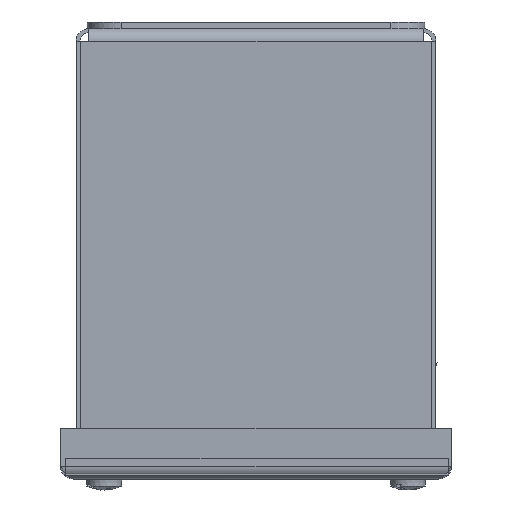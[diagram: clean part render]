
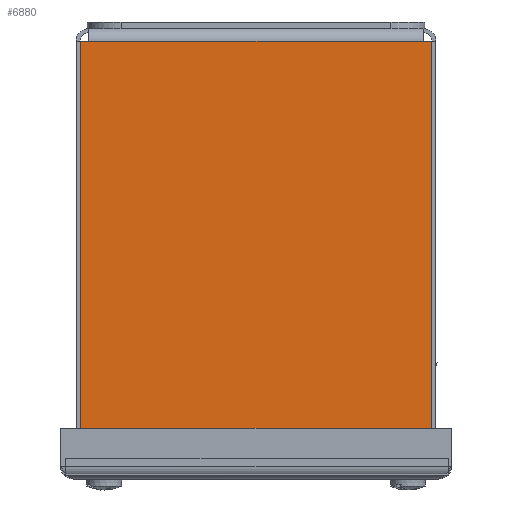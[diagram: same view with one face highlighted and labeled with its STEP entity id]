
A CAD part, front view. The second image highlights one B-rep face of the part: STEP entity #6880.
In plain terms, the highlighted planar face has unit normal (0, -1, 0).
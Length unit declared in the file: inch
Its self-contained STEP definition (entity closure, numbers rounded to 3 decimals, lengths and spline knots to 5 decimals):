
#721=PLANE('',#7378);
#1062=FACE_OUTER_BOUND('',#1492,.T.);
#1492=EDGE_LOOP('',(#5641,#5642,#5643,#5644,#5645,#5646,#5647,#5648,#5649,
#5650,#5651,#5652,#5653,#5654));
#2083=LINE('',#11313,#2726);
#2096=LINE('',#11343,#2739);
#2099=LINE('',#11350,#2742);
#2103=LINE('',#11357,#2746);
#2105=LINE('',#11361,#2748);
#2106=LINE('',#11363,#2749);
#2107=LINE('',#11365,#2750);
#2108=LINE('',#11367,#2751);
#2109=LINE('',#11369,#2752);
#2110=LINE('',#11371,#2753);
#2111=LINE('',#11373,#2754);
#2112=LINE('',#11375,#2755);
#2113=LINE('',#11377,#2756);
#2114=LINE('',#11378,#2757);
#2726=VECTOR('',#8685,1.375);
#2739=VECTOR('',#8722,0.0002);
#2742=VECTOR('',#8727,0.0627);
#2746=VECTOR('',#8733,0.0002);
#2748=VECTOR('',#8737,0.0002);
#2749=VECTOR('',#8738,0.0002);
#2750=VECTOR('',#8739,0.0627);
#2751=VECTOR('',#8740,1.26659);
#2752=VECTOR('',#8741,4.62625);
#2753=VECTOR('',#8742,0.09304);
#2754=VECTOR('',#8743,3.7225);
#2755=VECTOR('',#8744,0.09304);
#2756=VECTOR('',#8745,4.62625);
#2757=VECTOR('',#8746,1.26659);
#3387=VERTEX_POINT('',#11310);
#3388=VERTEX_POINT('',#11312);
#3393=VERTEX_POINT('',#11342);
#3395=VERTEX_POINT('',#11348);
#3396=VERTEX_POINT('',#11349);
#3399=VERTEX_POINT('',#11360);
#3400=VERTEX_POINT('',#11362);
#3401=VERTEX_POINT('',#11364);
#3402=VERTEX_POINT('',#11366);
#3403=VERTEX_POINT('',#11368);
#3404=VERTEX_POINT('',#11370);
#3405=VERTEX_POINT('',#11372);
#3406=VERTEX_POINT('',#11374);
#3407=VERTEX_POINT('',#11376);
#4167=EDGE_CURVE('',#3388,#3387,#2083,.T.);
#4183=EDGE_CURVE('',#3393,#3388,#2096,.T.);
#4186=EDGE_CURVE('',#3395,#3396,#2099,.T.);
#4190=EDGE_CURVE('',#3396,#3393,#2103,.T.);
#4192=EDGE_CURVE('',#3387,#3399,#2105,.T.);
#4193=EDGE_CURVE('',#3399,#3400,#2106,.T.);
#4194=EDGE_CURVE('',#3400,#3401,#2107,.T.);
#4195=EDGE_CURVE('',#3402,#3401,#2108,.T.);
#4196=EDGE_CURVE('',#3403,#3402,#2109,.T.);
#4197=EDGE_CURVE('',#3404,#3403,#2110,.T.);
#4198=EDGE_CURVE('',#3404,#3405,#2111,.T.);
#4199=EDGE_CURVE('',#3406,#3405,#2112,.T.);
#4200=EDGE_CURVE('',#3407,#3406,#2113,.T.);
#4201=EDGE_CURVE('',#3395,#3407,#2114,.T.);
#5641=ORIENTED_EDGE('',*,*,#4186,.T.);
#5642=ORIENTED_EDGE('',*,*,#4190,.T.);
#5643=ORIENTED_EDGE('',*,*,#4183,.T.);
#5644=ORIENTED_EDGE('',*,*,#4167,.T.);
#5645=ORIENTED_EDGE('',*,*,#4192,.T.);
#5646=ORIENTED_EDGE('',*,*,#4193,.T.);
#5647=ORIENTED_EDGE('',*,*,#4194,.T.);
#5648=ORIENTED_EDGE('',*,*,#4195,.F.);
#5649=ORIENTED_EDGE('',*,*,#4196,.F.);
#5650=ORIENTED_EDGE('',*,*,#4197,.F.);
#5651=ORIENTED_EDGE('',*,*,#4198,.T.);
#5652=ORIENTED_EDGE('',*,*,#4199,.F.);
#5653=ORIENTED_EDGE('',*,*,#4200,.F.);
#5654=ORIENTED_EDGE('',*,*,#4201,.F.);
#6880=ADVANCED_FACE('',(#1062),#721,.F.);
#7378=AXIS2_PLACEMENT_3D('',#11359,#8735,#8736);
#8685=DIRECTION('',(-1.,0.,0.));
#8722=DIRECTION('',(0.,0.,1.));
#8727=DIRECTION('',(0.,0.,-1.));
#8733=DIRECTION('',(-1.,0.,0.));
#8735=DIRECTION('center_axis',(0.,1.,0.));
#8736=DIRECTION('ref_axis',(1.,0.,0.));
#8737=DIRECTION('',(0.,0.,-1.));
#8738=DIRECTION('',(-1.,0.,0.));
#8739=DIRECTION('',(0.,0.,1.));
#8740=DIRECTION('',(1.,0.,0.));
#8741=DIRECTION('',(0.,0.,1.));
#8742=DIRECTION('',(-1.,0.,0.));
#8743=DIRECTION('',(1.,0.,0.));
#8744=DIRECTION('',(-1.,0.,0.));
#8745=DIRECTION('',(0.,0.,-1.));
#8746=DIRECTION('',(1.,0.,0.));
#11310=CARTESIAN_POINT('',(1.3125,0.,4.7025));
#11312=CARTESIAN_POINT('',(2.6875,0.,4.7025));
#11313=CARTESIAN_POINT('',(2.34375,0.,4.7025));
#11342=CARTESIAN_POINT('',(2.6875,0.,4.7023));
#11343=CARTESIAN_POINT('',(2.6875,0.,3.53509));
#11348=CARTESIAN_POINT('',(2.6877,0.,4.765));
#11349=CARTESIAN_POINT('',(2.6877,0.,4.7023));
#11350=CARTESIAN_POINT('',(2.6877,0.,3.56644));
#11357=CARTESIAN_POINT('',(2.34385,0.,4.7023));
#11359=CARTESIAN_POINT('Origin',(2.,0.,2.36788));
#11360=CARTESIAN_POINT('',(1.3125,0.,4.7023));
#11361=CARTESIAN_POINT('',(1.3125,0.,3.56644));
#11362=CARTESIAN_POINT('',(1.3123,0.,4.7023));
#11363=CARTESIAN_POINT('',(1.65625,0.,4.7023));
#11364=CARTESIAN_POINT('',(1.3123,0.,4.765));
#11365=CARTESIAN_POINT('',(1.3123,0.,3.53509));
#11366=CARTESIAN_POINT('',(0.04571,0.,4.765));
#11367=CARTESIAN_POINT('',(0.04571,0.,4.765));
#11368=CARTESIAN_POINT('',(0.04571,0.,0.13875));
#11369=CARTESIAN_POINT('',(0.04571,0.,0.13875));
#11370=CARTESIAN_POINT('',(0.13875,0.,0.13875));
#11371=CARTESIAN_POINT('',(0.13875,0.,0.13875));
#11372=CARTESIAN_POINT('',(3.86125,0.,0.13875));
#11373=CARTESIAN_POINT('',(2.,0.,0.13875));
#11374=CARTESIAN_POINT('',(3.95429,0.,0.13875));
#11375=CARTESIAN_POINT('',(3.86125,0.,0.13875));
#11376=CARTESIAN_POINT('',(3.95429,0.,4.765));
#11377=CARTESIAN_POINT('',(3.95429,0.,0.13875));
#11378=CARTESIAN_POINT('',(0.04571,0.,4.765));
